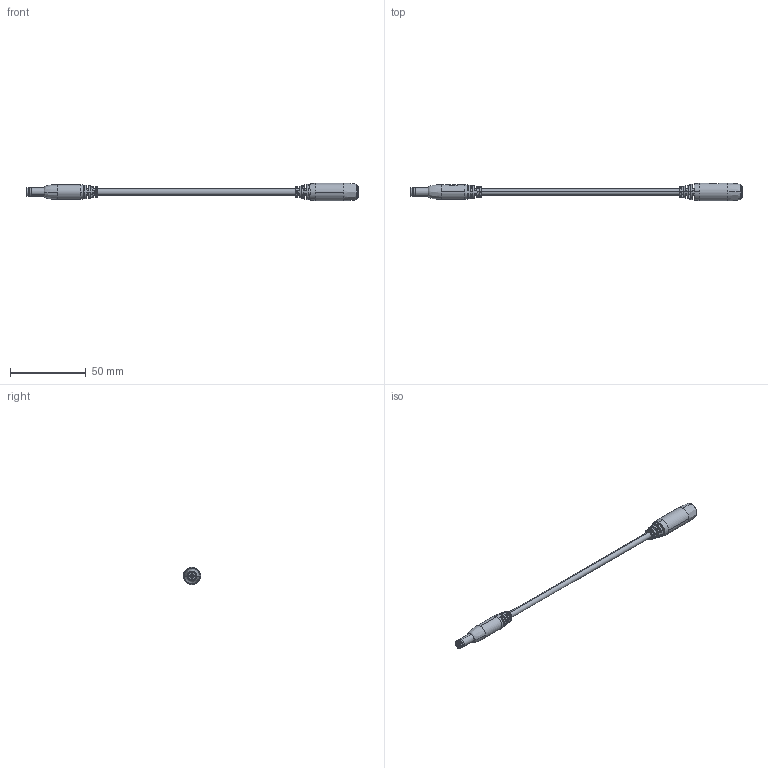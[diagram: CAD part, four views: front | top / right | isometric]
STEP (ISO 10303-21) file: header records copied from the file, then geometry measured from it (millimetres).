
FILE_DESCRIPTION (( 'STEP AP214' ), '1' );
FILE_NAME ('10-05995.STEP', '2024-01-15T16:26:20', ( '' ), ( '' ), 'SwSTEP 2.0', 'SolidWorks 2021', '' );
FILE_SCHEMA (( 'AUTOMOTIVE_DESIGN' ));
Length unit declared in the file: millimetre
Products named in the file (13): 50-00025 pin; 50-00025 shell; 30-00692_blunt cut; 24-00182; 50-00025 contact; 50-00025; 50-00024 shell; 50-00025 insulator; 50-00024 insulator; 10-05995; 50-00024 contact; 24-00183; 50-00024
Assembly tree (12 placements, depth 3):
  10-05995
    50-00024
      50-00024 contact
      50-00024 insulator
      50-00024 shell
    24-00182
    30-00692_blunt cut
    24-00183
    50-00025
      50-00025 insulator
      50-00025 pin
      50-00025 shell
      50-00025 contact
Bounding box: 219.08 x 11.4 x 11.4 mm (x, y, z)
Volume: 7788.4 mm3; surface area: 13447.9 mm2
Topology: 34 solids, 34 shells, 731 faces, 1815 edges, 1168 vertices
Faces by surface type: cylinder 240, plane 194, bspline 191, torus 61, cone 45
Entity records: 28657 total; most frequent: CARTESIAN_POINT 11576, ORIENTED_EDGE 3626, DIRECTION 3038, EDGE_CURVE 1813, AXIS2_PLACEMENT_3D 1288, VERTEX_POINT 1168, EDGE_LOOP 821, FACE_OUTER_BOUND 731
